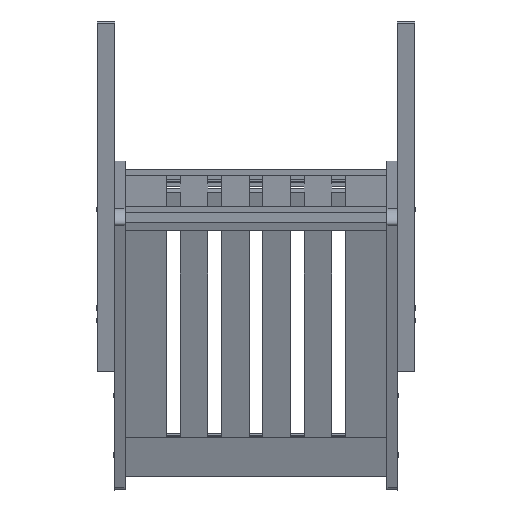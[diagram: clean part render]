
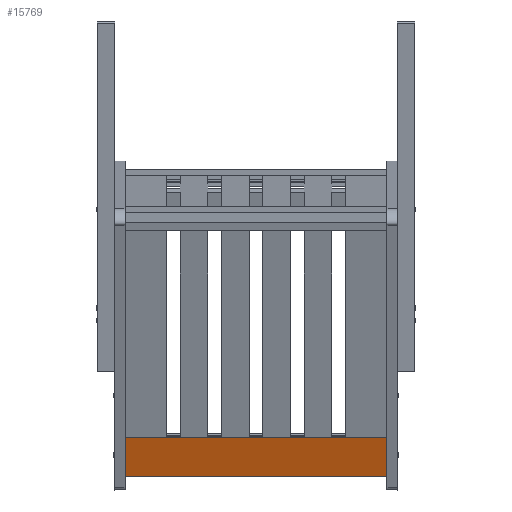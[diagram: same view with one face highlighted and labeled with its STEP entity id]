
A CAD part, left-side view. The second image highlights one B-rep face of the part: STEP entity #15769.
In plain terms, the highlighted planar face has unit normal (-0.937, 0, -0.35).
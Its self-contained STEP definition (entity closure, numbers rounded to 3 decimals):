
#1753=PLANE('',#17218);
#2149=FACE_OUTER_BOUND('',#3099,.T.);
#3099=EDGE_LOOP('',(#11020,#11021,#11022,#11023));
#4121=LINE('',#21937,#5405);
#4125=LINE('',#21945,#5409);
#4129=LINE('',#21952,#5413);
#4131=LINE('',#21955,#5415);
#5405=VECTOR('',#18417,0.394);
#5409=VECTOR('',#18425,0.394);
#5413=VECTOR('',#18431,0.394);
#5415=VECTOR('',#18435,0.394);
#6870=VERTEX_POINT('',#21934);
#6871=VERTEX_POINT('',#21936);
#6873=VERTEX_POINT('',#21944);
#6875=VERTEX_POINT('',#21950);
#8475=EDGE_CURVE('',#6870,#6871,#4121,.T.);
#8479=EDGE_CURVE('',#6873,#6870,#4125,.T.);
#8483=EDGE_CURVE('',#6875,#6873,#4129,.T.);
#8485=EDGE_CURVE('',#6871,#6875,#4131,.T.);
#11020=ORIENTED_EDGE('',*,*,#8485,.F.);
#11021=ORIENTED_EDGE('',*,*,#8475,.F.);
#11022=ORIENTED_EDGE('',*,*,#8479,.F.);
#11023=ORIENTED_EDGE('',*,*,#8483,.F.);
#15769=ADVANCED_FACE('',(#2149),#1753,.F.);
#17218=AXIS2_PLACEMENT_3D('',#21957,#18438,#18439);
#18417=DIRECTION('',(-0.35,0.,0.937));
#18425=DIRECTION('',(0.,1.,0.));
#18431=DIRECTION('',(0.35,0.,-0.937));
#18435=DIRECTION('',(0.,-1.,0.));
#18438=DIRECTION('center_axis',(0.937,0.,0.35));
#18439=DIRECTION('ref_axis',(0.35,0.,-0.937));
#21934=CARTESIAN_POINT('',(33.712,26.5,11.781));
#21936=CARTESIAN_POINT('',(32.661,26.5,14.591));
#21937=CARTESIAN_POINT('',(33.712,26.5,11.781));
#21944=CARTESIAN_POINT('',(33.712,7.5,11.781));
#21945=CARTESIAN_POINT('',(33.712,7.5,11.781));
#21950=CARTESIAN_POINT('',(32.661,7.5,14.591));
#21952=CARTESIAN_POINT('',(32.661,7.5,14.591));
#21955=CARTESIAN_POINT('',(32.661,26.5,14.591));
#21957=CARTESIAN_POINT('Origin',(33.186,17.,13.186));
